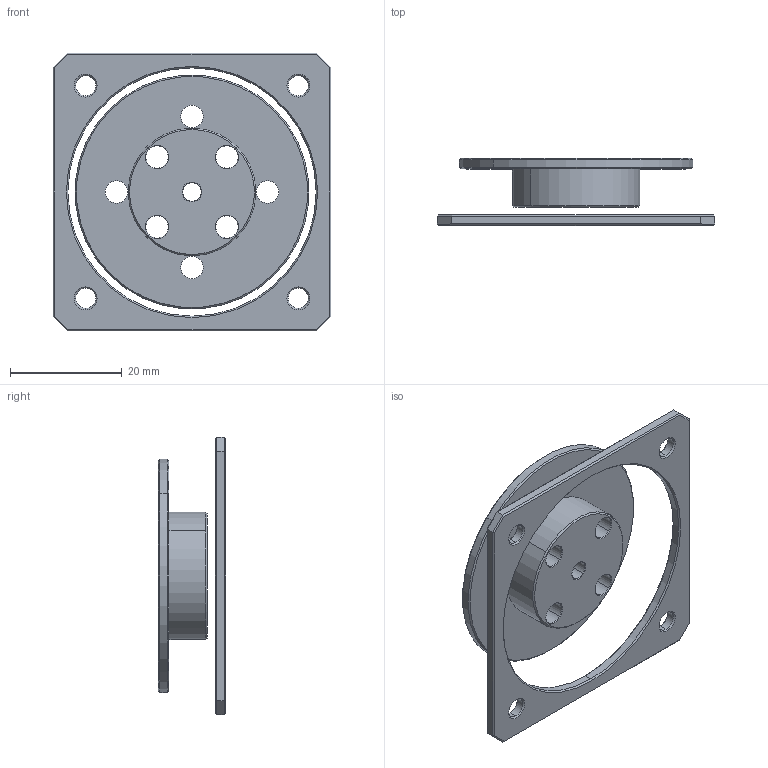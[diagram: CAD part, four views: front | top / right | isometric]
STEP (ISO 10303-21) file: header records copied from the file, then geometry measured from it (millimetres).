
FILE_DESCRIPTION (( 'STEP AP214' ), '1' );
FILE_NAME ('TTN005913-E0W.STEP', '2012-10-29T13:27:26', ( 'Admin' ), ( 'Thorlabs, Inc.' ), 'SwSTEP 2.0', 'SolidWorks 2011', '' );
FILE_SCHEMA (( 'AUTOMOTIVE_DESIGN' ));
Length unit declared in the file: inch
Products named in the file (1): TTN005913-E0W
Bounding box: 49.78 x 12.06 x 49.78 mm (x, y, z)
Volume: 6419.8 mm3; surface area: 6197.3 mm2
Topology: 2 solids, 2 shells, 357 faces, 915 edges, 585 vertices
Faces by surface type: plane 177, bspline 90, cone 56, cylinder 34
Entity records: 16837 total; most frequent: CARTESIAN_POINT 3974, ORIENTED_EDGE 1826, DIRECTION 1391, EDGE_CURVE 913, VECTOR 611, LINE 611, VERTEX_POINT 585, EDGE_LOOP 410
